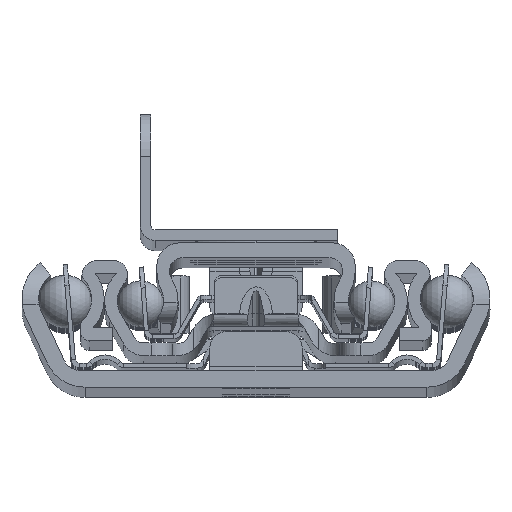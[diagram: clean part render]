
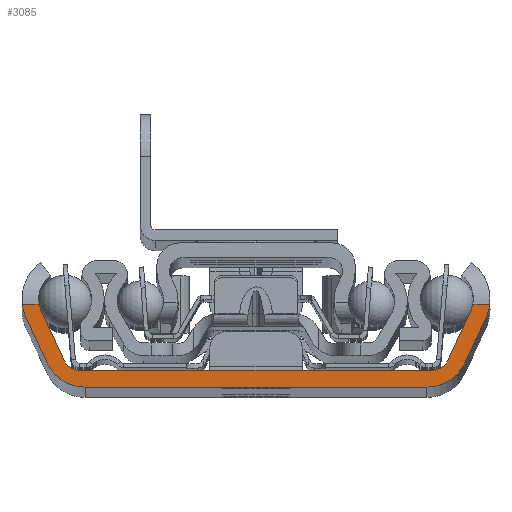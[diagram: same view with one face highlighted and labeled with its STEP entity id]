
A CAD part, top view. The second image highlights one B-rep face of the part: STEP entity #3085.
In plain terms, the highlighted planar face has unit normal (0, 0, 1).
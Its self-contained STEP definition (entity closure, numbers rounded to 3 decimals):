
#36=DIRECTION('',(1.,0.,0.));
#37=VECTOR('',#36,2.009);
#38=CARTESIAN_POINT('',(-27.867,9.9,0.));
#39=LINE('',#38,#37);
#40=CARTESIAN_POINT('',(-22.41,10.5,0.));
#41=DIRECTION('',(0.,0.,-1.));
#42=DIRECTION('',(-0.906,-0.423,0.));
#43=AXIS2_PLACEMENT_3D('',#40,#41,#42);
#45=DIRECTION('',(-0.423,0.906,0.));
#46=VECTOR('',#45,6.472);
#47=CARTESIAN_POINT('',(-22.847,3.155,0.));
#48=LINE('',#47,#46);
#49=CARTESIAN_POINT('',(-21.034,4.,0.));
#50=DIRECTION('',(0.,0.,-1.));
#51=DIRECTION('',(0.,-1.,0.));
#52=AXIS2_PLACEMENT_3D('',#49,#50,#51);
#54=DIRECTION('',(-1.,0.,0.));
#55=VECTOR('',#54,42.068);
#56=CARTESIAN_POINT('',(21.034,2.,0.));
#57=LINE('',#56,#55);
#58=CARTESIAN_POINT('',(21.034,4.,0.));
#59=DIRECTION('',(0.,0.,-1.));
#60=DIRECTION('',(0.906,-0.423,0.));
#61=AXIS2_PLACEMENT_3D('',#58,#59,#60);
#63=DIRECTION('',(-0.423,-0.906,0.));
#64=VECTOR('',#63,6.472);
#65=CARTESIAN_POINT('',(25.582,9.021,0.));
#66=LINE('',#65,#64);
#67=CARTESIAN_POINT('',(22.41,10.5,0.));
#68=DIRECTION('',(0.,0.,-1.));
#69=DIRECTION('',(0.985,-0.171,0.));
#70=AXIS2_PLACEMENT_3D('',#67,#68,#69);
#72=DIRECTION('',(1.,0.,0.));
#73=VECTOR('',#72,2.009);
#74=CARTESIAN_POINT('',(25.858,9.9,0.));
#75=LINE('',#74,#73);
#76=CARTESIAN_POINT('',(22.41,10.5,0.));
#77=DIRECTION('',(0.,0.,1.));
#78=DIRECTION('',(0.906,-0.423,0.));
#79=AXIS2_PLACEMENT_3D('',#76,#77,#78);
#81=DIRECTION('',(0.423,0.906,0.));
#82=VECTOR('',#81,5.84);
#83=CARTESIAN_POINT('',(24.918,2.887,0.));
#84=LINE('',#83,#82);
#85=CARTESIAN_POINT('',(20.386,5.,0.));
#86=DIRECTION('',(0.,0.,1.));
#87=DIRECTION('',(0.,-1.,0.));
#88=AXIS2_PLACEMENT_3D('',#85,#86,#87);
#90=DIRECTION('',(1.,0.,0.));
#91=VECTOR('',#90,40.772);
#92=CARTESIAN_POINT('',(-20.386,0.,0.));
#93=LINE('',#92,#91);
#94=CARTESIAN_POINT('',(-20.386,5.,0.));
#95=DIRECTION('',(0.,0.,1.));
#96=DIRECTION('',(-0.906,-0.423,0.));
#97=AXIS2_PLACEMENT_3D('',#94,#95,#96);
#99=DIRECTION('',(0.423,-0.906,0.));
#100=VECTOR('',#99,5.84);
#101=CARTESIAN_POINT('',(-27.386,8.18,0.));
#102=LINE('',#101,#100);
#103=CARTESIAN_POINT('',(-22.41,10.5,0.));
#104=DIRECTION('',(0.,0.,1.));
#105=DIRECTION('',(-0.994,-0.109,0.));
#106=AXIS2_PLACEMENT_3D('',#103,#104,#105);
#2588=CARTESIAN_POINT('',(-21.034,2.,0.));
#2589=CARTESIAN_POINT('',(-22.847,3.155,0.));
#2590=VERTEX_POINT('',#2588);
#2591=VERTEX_POINT('',#2589);
#2592=CARTESIAN_POINT('',(-25.582,9.021,0.));
#2593=VERTEX_POINT('',#2592);
#2594=CARTESIAN_POINT('',(-27.386,8.18,0.));
#2595=CARTESIAN_POINT('',(-24.918,2.887,0.));
#2596=VERTEX_POINT('',#2594);
#2597=VERTEX_POINT('',#2595);
#2598=CARTESIAN_POINT('',(-20.386,0.,0.));
#2599=VERTEX_POINT('',#2598);
#2600=CARTESIAN_POINT('',(20.386,0.,0.));
#2601=VERTEX_POINT('',#2600);
#2602=CARTESIAN_POINT('',(24.918,2.887,0.));
#2603=VERTEX_POINT('',#2602);
#2604=CARTESIAN_POINT('',(27.386,8.18,0.));
#2605=VERTEX_POINT('',#2604);
#2606=CARTESIAN_POINT('',(25.582,9.021,0.));
#2607=CARTESIAN_POINT('',(22.847,3.155,0.));
#2608=VERTEX_POINT('',#2606);
#2609=VERTEX_POINT('',#2607);
#2610=CARTESIAN_POINT('',(21.034,2.,0.));
#2611=VERTEX_POINT('',#2610);
#2806=CARTESIAN_POINT('',(-27.867,9.9,0.));
#2807=CARTESIAN_POINT('',(-25.858,9.9,0.));
#2808=VERTEX_POINT('',#2806);
#2809=VERTEX_POINT('',#2807);
#2810=CARTESIAN_POINT('',(25.858,9.9,0.));
#2811=CARTESIAN_POINT('',(27.867,9.9,0.));
#2812=VERTEX_POINT('',#2810);
#2813=VERTEX_POINT('',#2811);
#3046=CARTESIAN_POINT('',(0.,0.,0.));
#3047=DIRECTION('',(0.,0.,1.));
#3048=DIRECTION('',(1.,0.,0.));
#3049=AXIS2_PLACEMENT_3D('',#3046,#3047,#3048);
#3050=PLANE('',#3049);
#3052=ORIENTED_EDGE('',*,*,#3051,.T.);
#3054=ORIENTED_EDGE('',*,*,#3053,.F.);
#3056=ORIENTED_EDGE('',*,*,#3055,.F.);
#3058=ORIENTED_EDGE('',*,*,#3057,.F.);
#3060=ORIENTED_EDGE('',*,*,#3059,.F.);
#3062=ORIENTED_EDGE('',*,*,#3061,.F.);
#3064=ORIENTED_EDGE('',*,*,#3063,.F.);
#3066=ORIENTED_EDGE('',*,*,#3065,.F.);
#3068=ORIENTED_EDGE('',*,*,#3067,.T.);
#3070=ORIENTED_EDGE('',*,*,#3069,.F.);
#3072=ORIENTED_EDGE('',*,*,#3071,.F.);
#3074=ORIENTED_EDGE('',*,*,#3073,.F.);
#3076=ORIENTED_EDGE('',*,*,#3075,.F.);
#3078=ORIENTED_EDGE('',*,*,#3077,.F.);
#3080=ORIENTED_EDGE('',*,*,#3079,.F.);
#3082=ORIENTED_EDGE('',*,*,#3081,.F.);
#3083=EDGE_LOOP('',(#3052,#3054,#3056,#3058,#3060,#3062,#3064,#3066,#3068,#3070,
#3072,#3074,#3076,#3078,#3080,#3082));
#3084=FACE_OUTER_BOUND('',#3083,.F.);
#3085=ADVANCED_FACE('',(#3084),#3050,.T.);
#44=CIRCLE('',#43,3.5);
#53=CIRCLE('',#52,2.);
#62=CIRCLE('',#61,2.);
#71=CIRCLE('',#70,3.5);
#80=CIRCLE('',#79,5.49);
#89=CIRCLE('',#88,5.);
#98=CIRCLE('',#97,5.);
#107=CIRCLE('',#106,5.49);
#3051=EDGE_CURVE('',#2808,#2809,#39,.T.);
#3053=EDGE_CURVE('',#2593,#2809,#44,.T.);
#3055=EDGE_CURVE('',#2591,#2593,#48,.T.);
#3057=EDGE_CURVE('',#2590,#2591,#53,.T.);
#3059=EDGE_CURVE('',#2611,#2590,#57,.T.);
#3061=EDGE_CURVE('',#2609,#2611,#62,.T.);
#3063=EDGE_CURVE('',#2608,#2609,#66,.T.);
#3065=EDGE_CURVE('',#2812,#2608,#71,.T.);
#3067=EDGE_CURVE('',#2812,#2813,#75,.T.);
#3069=EDGE_CURVE('',#2605,#2813,#80,.T.);
#3071=EDGE_CURVE('',#2603,#2605,#84,.T.);
#3073=EDGE_CURVE('',#2601,#2603,#89,.T.);
#3075=EDGE_CURVE('',#2599,#2601,#93,.T.);
#3077=EDGE_CURVE('',#2597,#2599,#98,.T.);
#3079=EDGE_CURVE('',#2596,#2597,#102,.T.);
#3081=EDGE_CURVE('',#2808,#2596,#107,.T.);
